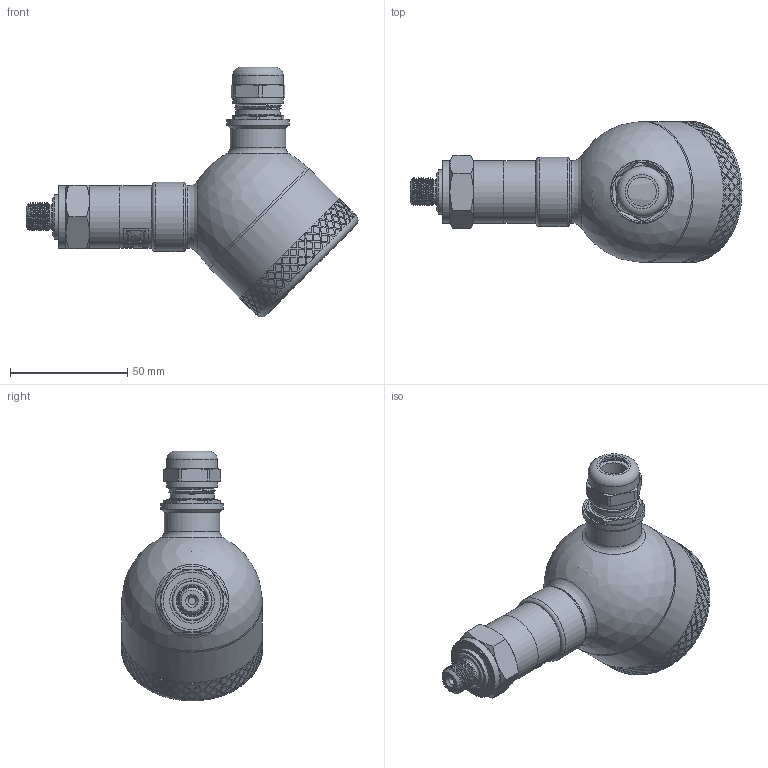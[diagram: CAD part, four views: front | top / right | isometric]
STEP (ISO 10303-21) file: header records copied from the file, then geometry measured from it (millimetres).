
FILE_DESCRIPTION(/* description */ (''),/* implementation_level */ '2;1');
FILE_NAME(/* name */ 'APZ3230FH_3_CableGlandM20x1,5ghtsplay.step',/* time_stamp */ '2021-06-30T15:51:08+03:00',/* author */ (''),/* organization */ (''),/* preprocessor_version */ 'ST-DEVELOPER v18.1',/* originating_system */ 'Autodesk Translation Framework v10.9.0.1377',/* authorisation */ '');
FILE_SCHEMA (('AUTOMOTIVE_DESIGN { 1 0 10303 214 3 1 1 }'));
Length unit declared in the file: millimetre
Products named in the file (13): Полевой корпус 
3420 3421 3230 заполненный; M12x1 DIN; FieldHousing Assembly v16; main body; Адаптер кабель 
ввода М20; M20x1,5 steel cable gland v5; Cuerpo GAE.2000.0 Prensaestopas GADI M20x1.5 IP68 Laton; Junta GAE.2000.0 Prensaestopas GADI M20x1.5 IP68 Laton; Tuerca GAE.2000.0 Prensaestopas GADI M20x1.5 IP68 Laton; Brida GAE.2000.0 Prensaestopas GADI M20x1.5 IP68 Laton; Goma GAE.2000.0 Prensaestopas GADI M20x1.5 IP68 Laton; Дисплей; Крышка для 
дисплея
Assembly tree (12 placements, depth 4):
  Полевой корпус 
3420 3421 3230 заполненный
    M12x1 DIN
    FieldHousing Assembly v16
      main body
      Адаптер кабель 
ввода М20
      M20x1,5 steel cable gland v5
        Cuerpo GAE.2000.0 Prensaestopas GADI M20x1.5 IP68 Laton
        Junta GAE.2000.0 Prensaestopas GADI M20x1.5 IP68 Laton
        Tuerca GAE.2000.0 Prensaestopas GADI M20x1.5 IP68 Laton
        Brida GAE.2000.0 Prensaestopas GADI M20x1.5 IP68 Laton
        Goma GAE.2000.0 Prensaestopas GADI M20x1.5 IP68 Laton
      Дисплей
      Крышка для 
дисплея
Bounding box: 141.38 x 60.1 x 106.38 mm (x, y, z)
Volume: 176541.1 mm3; surface area: 56675.3 mm2
Topology: 19 solids, 19 shells, 1833 faces, 4663 edges, 3072 vertices
Faces by surface type: bspline 1014, plane 362, cylinder 348, cone 69, torus 37, sphere 3
Full cylindrical faces by diameter (mm): 3.3 x1, 5 x4, 10.5 x1, 10.741 x9, 11.884 x7, 12.3 x2, 13 x1, 13.5 x1, 15 x4, 16 x1, 16.2 x1, 16.7 x1, 17 x1, 17.15 x1, 18 x4, 18.526 x5, 18.75 x7, 19 x2, 20 x2, 20.203 x5, 20.3 x5, 20.8 x1, 21.6 x1, 21.7 x2, 22.4 x1, 23.6 x1, 24.5 x3, 26.5 x4, 29.5 x1, 41 x3
Entity records: 76778 total; most frequent: CARTESIAN_POINT 40734, ORIENTED_EDGE 9324, EDGE_CURVE 4662, DIRECTION 3876, VERTEX_POINT 3072, B_SPLINE_CURVE_WITH_KNOTS 2966, EDGE_LOOP 2084, FACE_OUTER_BOUND 1833
